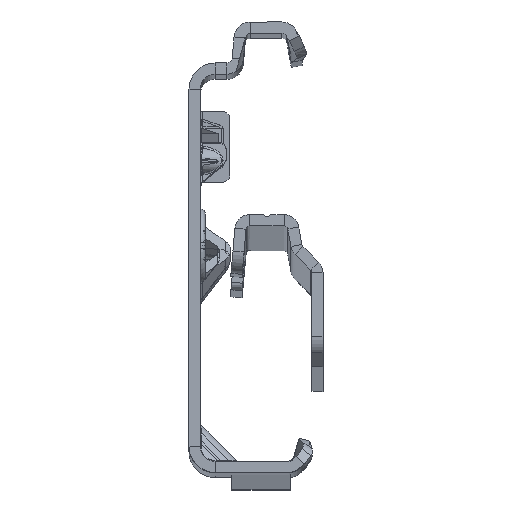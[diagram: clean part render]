
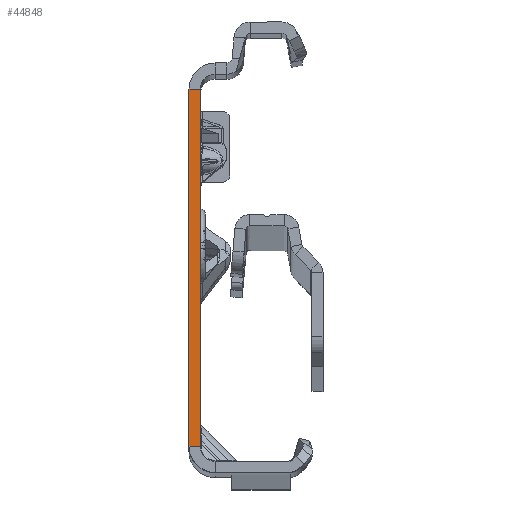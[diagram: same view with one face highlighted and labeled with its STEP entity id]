
A CAD part, top view. The second image highlights one B-rep face of the part: STEP entity #44848.
In plain terms, the highlighted planar face has unit normal (0, 0, 1).
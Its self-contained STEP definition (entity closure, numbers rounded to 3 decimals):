
#37 = CARTESIAN_POINT ( 'NONE',  ( 0., -27.865, 0. ) ) ;
#664 = ORIENTED_EDGE ( 'NONE', *, *, #8717, .T. ) ;
#783 = CARTESIAN_POINT ( 'NONE',  ( -1.5, 22.135, 0. ) ) ;
#5886 = EDGE_CURVE ( 'NONE', #38040, #33636, #41380, .T. ) ;
#6224 = DIRECTION ( 'NONE',  ( 1., 0., 0. ) ) ;
#7476 = AXIS2_PLACEMENT_3D ( 'NONE', #23065, #27498, #6224 ) ;
#7630 = DIRECTION ( 'NONE',  ( -1., 0., 0. ) ) ;
#7890 = CARTESIAN_POINT ( 'NONE',  ( 0., -25.865, 0. ) ) ;
#8717 = EDGE_CURVE ( 'NONE', #20913, #38040, #26547, .T. ) ;
#9762 = VECTOR ( 'NONE', #29639, 1000. ) ;
#10349 = PLANE ( 'NONE',  #7476 ) ;
#10543 = ORIENTED_EDGE ( 'NONE', *, *, #12539, .F. ) ;
#11796 = CARTESIAN_POINT ( 'NONE',  ( -1.5, -27.865, 0. ) ) ;
#12539 = EDGE_CURVE ( 'NONE', #20913, #44517, #42306, .T. ) ;
#14333 = CARTESIAN_POINT ( 'NONE',  ( 0., 22.135, 0. ) ) ;
#16092 = EDGE_CURVE ( 'NONE', #44517, #33636, #49871, .T. ) ;
#19079 = DIRECTION ( 'NONE',  ( -1., 0., 0. ) ) ;
#20913 = VERTEX_POINT ( 'NONE', #33531 ) ;
#22226 = ORIENTED_EDGE ( 'NONE', *, *, #5886, .T. ) ;
#23065 = CARTESIAN_POINT ( 'NONE',  ( -1.5, -27.865, 0. ) ) ;
#26547 = LINE ( 'NONE', #14333, #37267 ) ;
#27498 = DIRECTION ( 'NONE',  ( 0., 0., 1. ) ) ;
#28712 = DIRECTION ( 'NONE',  ( 0., -1., 0. ) ) ;
#29639 = DIRECTION ( 'NONE',  ( 0., -1., 0. ) ) ;
#31333 = CARTESIAN_POINT ( 'NONE',  ( -1.5, -25.865, 0. ) ) ;
#31659 = FACE_OUTER_BOUND ( 'NONE', #46812, .T. ) ;
#32793 = ORIENTED_EDGE ( 'NONE', *, *, #16092, .F. ) ;
#33531 = CARTESIAN_POINT ( 'NONE',  ( 0., 22.135, 0. ) ) ;
#33636 = VERTEX_POINT ( 'NONE', #31333 ) ;
#36746 = VECTOR ( 'NONE', #28712, 1000. ) ;
#37267 = VECTOR ( 'NONE', #19079, 1000. ) ;
#38040 = VERTEX_POINT ( 'NONE', #783 ) ;
#40283 = CARTESIAN_POINT ( 'NONE',  ( 0., -25.865, 0. ) ) ;
#41380 = LINE ( 'NONE', #11796, #36746 ) ;
#42306 = LINE ( 'NONE', #37, #9762 ) ;
#44517 = VERTEX_POINT ( 'NONE', #40283 ) ;
#44848 = ADVANCED_FACE ( 'NONE', ( #31659 ), #10349, .T. ) ;
#46812 = EDGE_LOOP ( 'NONE', ( #10543, #664, #22226, #32793 ) ) ;
#49871 = LINE ( 'NONE', #7890, #52873 ) ;
#52873 = VECTOR ( 'NONE', #7630, 1000. ) ;
